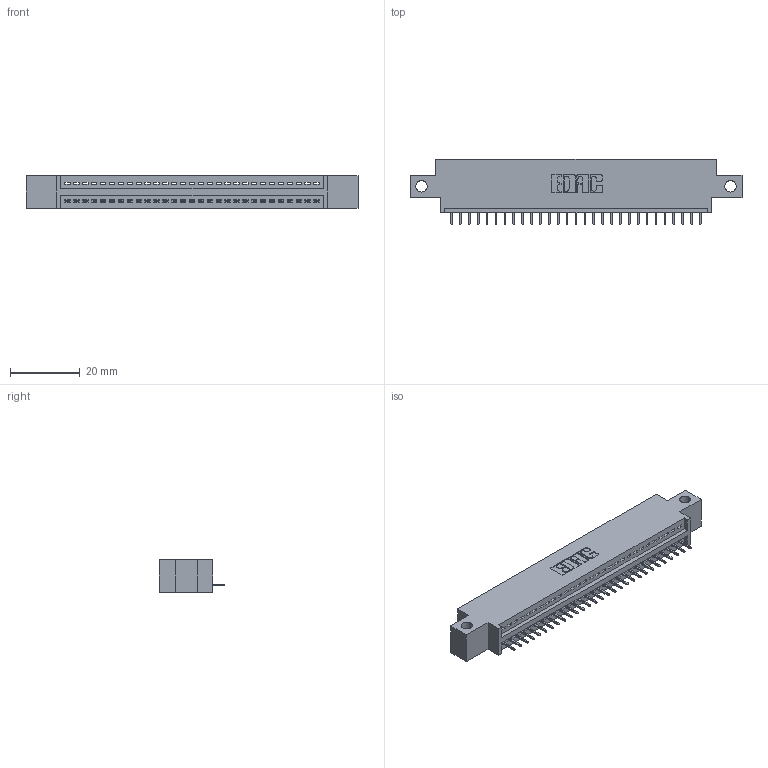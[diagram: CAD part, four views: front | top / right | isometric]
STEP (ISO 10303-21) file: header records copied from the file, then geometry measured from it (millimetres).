
FILE_DESCRIPTION (( 'STEP AP203' ), '1' );
FILE_NAME ('345-029-525-612.STEP', '2020-09-19T12:02:28', ( '' ), ( '' ), 'SwSTEP 2.0', 'SolidWorks 2020', '' );
FILE_SCHEMA (( 'CONFIG_CONTROL_DESIGN' ));
Length unit declared in the file: inch
Products named in the file (3): 345 Part_0.170 Offset - Side Mount; 345-029-525-612; 345-292-001_345-293-125
Assembly tree (30 placements, depth 2):
  345-029-525-612
    345 Part_0.170 Offset - Side Mount
    345-292-001_345-293-125  x29
Bounding box: 94.87 x 18.72 x 9.4 mm (x, y, z)
Volume: 8585.2 mm3; surface area: 10822 mm2
Topology: 30 solids, 30 shells, 1928 faces, 5573 edges, 3598 vertices
Faces by surface type: plane 1418, cylinder 510
Entity records: 23785 total; most frequent: CARTESIAN_POINT 4127, ORIENTED_EDGE 4090, DIRECTION 3623, EDGE_CURVE 2045, LINE 1801, VECTOR 1801, VERTEX_POINT 1358, AXIS2_PLACEMENT_3D 911
